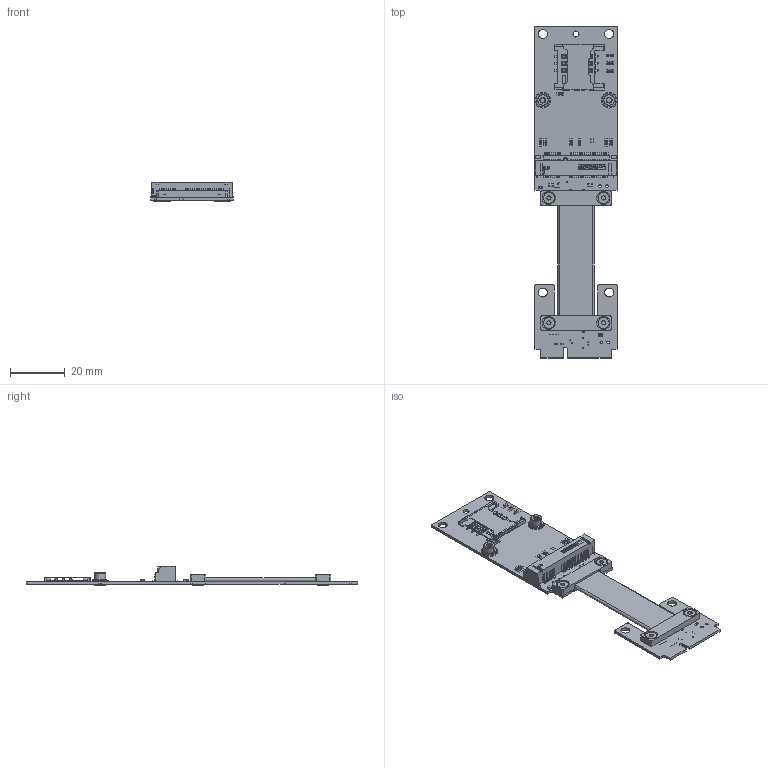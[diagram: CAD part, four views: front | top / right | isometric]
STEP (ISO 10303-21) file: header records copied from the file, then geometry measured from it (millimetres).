
FILE_DESCRIPTION(('Open CASCADE Model'),'2;1');
FILE_NAME('Open CASCADE Shape Model','2019-09-21T11:18:42',('Author'),( 'Open CASCADE'),'Open CASCADE STEP processor 6.8','Open CASCADE 6.8' ,'Unknown');
FILE_SCHEMA(('AUTOMOTIVE_DESIGN { 1 0 10303 214 1 1 1 1 }'));
Length unit declared in the file: millimetre
Products named in the file (98): PCB; Board; Open CASCADE STEP translator 6.8 32.1.1; C12; 电容贴片Capacitor_0603_SMD; User_Library-cap0603_cap0603_body_??; User_Library-cap0603_pad_0603_??; C1; C2; C3; C4; C5; C6; CAP0805; C7; C8; C9; C10; C11; D1; LED_AP1608; R1; R2; R3; R4; R5; CN3; C701-6pin; Free-Models; G0030_RGB9411503; Hexagon_nut_ISO_4032_(DIN_934)_-_M2_RGB9411503; Tape14x5_RGB0; RP11S-PAD; G0038_RGB6759642; M2X0.4P-2.8_RGB14277081; G0030_RGB12967653; Mini-Connector-5.6; G0038_RGB0; G0030_RGB14277081; cable20-43
Assembly tree (147 placements, depth 5):
  PCB
    Board
      Open CASCADE STEP translator 6.8 32.1.1
    C12
      电容贴片Capacitor_0603_SMD
        电容贴片Capacitor_0603_SMD
          User_Library-cap0603_cap0603_body_??
          User_Library-cap0603_pad_0603_??
    C1
      电容贴片Capacitor_0603_SMD
        电容贴片Capacitor_0603_SMD
          User_Library-cap0603_cap0603_body_??
          User_Library-cap0603_pad_0603_??
    C2
      电容贴片Capacitor_0603_SMD
        电容贴片Capacitor_0603_SMD
          User_Library-cap0603_cap0603_body_??
          User_Library-cap0603_pad_0603_??
    C3
      电容贴片Capacitor_0603_SMD
        电容贴片Capacitor_0603_SMD
          User_Library-cap0603_cap0603_body_??
          User_Library-cap0603_pad_0603_??
    C4
      电容贴片Capacitor_0603_SMD
        电容贴片Capacitor_0603_SMD
          User_Library-cap0603_cap0603_body_??
          User_Library-cap0603_pad_0603_??
    C5
      电容贴片Capacitor_0603_SMD
        电容贴片Capacitor_0603_SMD
          User_Library-cap0603_cap0603_body_??
          User_Library-cap0603_pad_0603_??
    C6
      CAP0805
    C7
      CAP0805
    C8
      电容贴片Capacitor_0603_SMD
        电容贴片Capacitor_0603_SMD
          User_Library-cap0603_cap0603_body_??
          User_Library-cap0603_pad_0603_??
    C9
      电容贴片Capacitor_0603_SMD
        电容贴片Capacitor_0603_SMD
          User_Library-cap0603_cap0603_body_??
          User_Library-cap0603_pad_0603_??
    C10
      电容贴片Capacitor_0603_SMD
        电容贴片Capacitor_0603_SMD
          User_Library-cap0603_cap0603_body_??
          User_Library-cap0603_pad_0603_??
    C11
      电容贴片Capacitor_0603_SMD
        电容贴片Capacitor_0603_SMD
          User_Library-cap0603_cap0603_body_??
          User_Library-cap0603_pad_0603_??
    D1
      LED_AP1608
    R1
Bounding box: 30.05 x 121.32 x 7.12 mm (x, y, z)
Volume: 5125.9 mm3; surface area: 14803.2 mm2
Topology: 140 solids, 255 shells, 7528 faces, 19146 edges, 12053 vertices
Faces by surface type: plane 3445, cylinder 2590, bspline 689, revolution 576, sphere 80, torus 80, cone 68
Full cylindrical faces by diameter (mm): 0.254 x69, 0.6 x40, 0.9 x4, 1.1 x1, 1.6 x1, 2.2 x9, 3.3 x6, 4.8 x4
Entity records: 233604 total; most frequent: CARTESIAN_POINT 59132, ORIENTED_EDGE 27722, DIRECTION 27074, EDGE_CURVE 13993, AXIS2_PLACEMENT_3D 8945, VERTEX_POINT 8917, LINE 8800, VECTOR 8800
